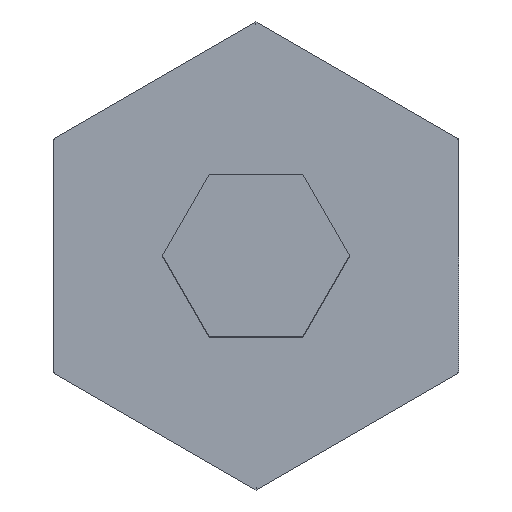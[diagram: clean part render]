
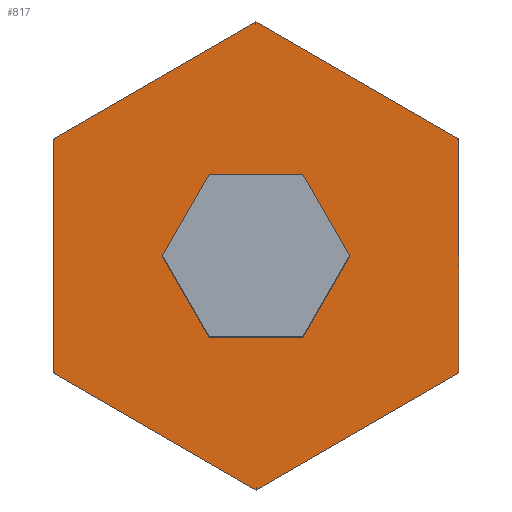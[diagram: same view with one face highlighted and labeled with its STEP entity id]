
A CAD part, top view. The second image highlights one B-rep face of the part: STEP entity #817.
In plain terms, the highlighted planar face has unit normal (0, 0, 1).
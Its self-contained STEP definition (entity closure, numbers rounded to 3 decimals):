
#23 = EDGE_CURVE ( 'NONE', #589, #194, #483, .T. ) ;
#57 = CARTESIAN_POINT ( 'NONE',  ( 0., -50., 0. ) ) ;
#68 = CARTESIAN_POINT ( 'NONE',  ( 43.301, 25., 0. ) ) ;
#71 = DIRECTION ( 'NONE',  ( 1., 0., 0. ) ) ;
#77 = FACE_BOUND ( 'NONE', #501, .T. ) ;
#80 = EDGE_CURVE ( 'NONE', #400, #104, #618, .T. ) ;
#86 = ORIENTED_EDGE ( 'NONE', *, *, #378, .F. ) ;
#98 = VERTEX_POINT ( 'NONE', #1000 ) ;
#104 = VERTEX_POINT ( 'NONE', #520 ) ;
#105 = CARTESIAN_POINT ( 'NONE',  ( -43.301, -25., 0. ) ) ;
#119 = EDGE_CURVE ( 'NONE', #274, #302, #1186, .T. ) ;
#128 = CARTESIAN_POINT ( 'NONE',  ( -43.301, 25., 0. ) ) ;
#143 = CARTESIAN_POINT ( 'NONE',  ( 10., -17.321, 0. ) ) ;
#160 = VERTEX_POINT ( 'NONE', #456 ) ;
#172 = ORIENTED_EDGE ( 'NONE', *, *, #23, .F. ) ;
#185 = PLANE ( 'NONE',  #976 ) ;
#194 = VERTEX_POINT ( 'NONE', #467 ) ;
#241 = VECTOR ( 'NONE', #861, 1000. ) ;
#254 = CARTESIAN_POINT ( 'NONE',  ( 10., 17.321, 0. ) ) ;
#274 = VERTEX_POINT ( 'NONE', #771 ) ;
#302 = VERTEX_POINT ( 'NONE', #1226 ) ;
#373 = CARTESIAN_POINT ( 'NONE',  ( -20., 0., 0. ) ) ;
#378 = EDGE_CURVE ( 'NONE', #194, #98, #791, .T. ) ;
#388 = LINE ( 'NONE', #373, #732 ) ;
#400 = VERTEX_POINT ( 'NONE', #128 ) ;
#424 = DIRECTION ( 'NONE',  ( 0.866, 0.5, 0. ) ) ;
#453 = LINE ( 'NONE', #1216, #469 ) ;
#456 = CARTESIAN_POINT ( 'NONE',  ( 0., 50., 0. ) ) ;
#458 = EDGE_CURVE ( 'NONE', #1066, #160, #938, .T. ) ;
#463 = FACE_OUTER_BOUND ( 'NONE', #1225, .T. ) ;
#465 = DIRECTION ( 'NONE',  ( -0.866, 0.5, 0. ) ) ;
#467 = CARTESIAN_POINT ( 'NONE',  ( 10., -17.321, 0. ) ) ;
#469 = VECTOR ( 'NONE', #1209, 1000. ) ;
#476 = CARTESIAN_POINT ( 'NONE',  ( 0., 0., 0. ) ) ;
#483 = LINE ( 'NONE', #593, #241 ) ;
#493 = ORIENTED_EDGE ( 'NONE', *, *, #583, .F. ) ;
#501 = EDGE_LOOP ( 'NONE', ( #493, #679, #1093, #86, #172, #568 ) ) ;
#520 = CARTESIAN_POINT ( 'NONE',  ( -43.301, -25., 0. ) ) ;
#528 = EDGE_CURVE ( 'NONE', #104, #274, #1049, .T. ) ;
#568 = ORIENTED_EDGE ( 'NONE', *, *, #755, .F. ) ;
#583 = EDGE_CURVE ( 'NONE', #706, #1036, #453, .T. ) ;
#589 = VERTEX_POINT ( 'NONE', #1203 ) ;
#593 = CARTESIAN_POINT ( 'NONE',  ( -10., -17.321, 0. ) ) ;
#601 = VECTOR ( 'NONE', #465, 1000. ) ;
#603 = DIRECTION ( 'NONE',  ( -0.5, 0.866, 0. ) ) ;
#618 = LINE ( 'NONE', #987, #638 ) ;
#620 = LINE ( 'NONE', #1003, #899 ) ;
#638 = VECTOR ( 'NONE', #913, 1000. ) ;
#676 = ORIENTED_EDGE ( 'NONE', *, *, #80, .T. ) ;
#679 = ORIENTED_EDGE ( 'NONE', *, *, #1046, .F. ) ;
#689 = LINE ( 'NONE', #1083, #759 ) ;
#702 = VECTOR ( 'NONE', #888, 1000. ) ;
#706 = VERTEX_POINT ( 'NONE', #800 ) ;
#726 = VERTEX_POINT ( 'NONE', #254 ) ;
#732 = VECTOR ( 'NONE', #1043, 1000. ) ;
#755 = EDGE_CURVE ( 'NONE', #1036, #589, #388, .T. ) ;
#759 = VECTOR ( 'NONE', #603, 1000. ) ;
#771 = CARTESIAN_POINT ( 'NONE',  ( 0., -50., 0. ) ) ;
#775 = ORIENTED_EDGE ( 'NONE', *, *, #834, .T. ) ;
#784 = DIRECTION ( 'NONE',  ( 0.866, -0.5, 0. ) ) ;
#791 = LINE ( 'NONE', #143, #702 ) ;
#800 = CARTESIAN_POINT ( 'NONE',  ( -10., 17.321, 0. ) ) ;
#817 = ADVANCED_FACE ( 'NONE', ( #463, #77 ), #185, .T. ) ;
#825 = ORIENTED_EDGE ( 'NONE', *, *, #119, .T. ) ;
#826 = VECTOR ( 'NONE', #1026, 1000. ) ;
#833 = EDGE_CURVE ( 'NONE', #160, #400, #839, .T. ) ;
#834 = EDGE_CURVE ( 'NONE', #302, #1066, #954, .T. ) ;
#839 = LINE ( 'NONE', #1120, #1035 ) ;
#850 = ORIENTED_EDGE ( 'NONE', *, *, #833, .T. ) ;
#861 = DIRECTION ( 'NONE',  ( 1., 0., 0. ) ) ;
#886 = EDGE_CURVE ( 'NONE', #98, #726, #689, .T. ) ;
#888 = DIRECTION ( 'NONE',  ( 0.5, 0.866, 0. ) ) ;
#899 = VECTOR ( 'NONE', #922, 1000. ) ;
#913 = DIRECTION ( 'NONE',  ( 0., -1., 0. ) ) ;
#922 = DIRECTION ( 'NONE',  ( -1., 0., 0. ) ) ;
#926 = ORIENTED_EDGE ( 'NONE', *, *, #458, .T. ) ;
#938 = LINE ( 'NONE', #68, #601 ) ;
#954 = LINE ( 'NONE', #1136, #826 ) ;
#976 = AXIS2_PLACEMENT_3D ( 'NONE', #476, #1131, #71 ) ;
#987 = CARTESIAN_POINT ( 'NONE',  ( -43.301, 25., 0. ) ) ;
#998 = CARTESIAN_POINT ( 'NONE',  ( -20., 0., 0. ) ) ;
#1000 = CARTESIAN_POINT ( 'NONE',  ( 20., 0., 0. ) ) ;
#1003 = CARTESIAN_POINT ( 'NONE',  ( 10., 17.321, 0. ) ) ;
#1026 = DIRECTION ( 'NONE',  ( 0., 1., 0. ) ) ;
#1035 = VECTOR ( 'NONE', #1227, 1000. ) ;
#1036 = VERTEX_POINT ( 'NONE', #998 ) ;
#1043 = DIRECTION ( 'NONE',  ( 0.5, -0.866, 0. ) ) ;
#1046 = EDGE_CURVE ( 'NONE', #726, #706, #620, .T. ) ;
#1049 = LINE ( 'NONE', #105, #1071 ) ;
#1066 = VERTEX_POINT ( 'NONE', #1177 ) ;
#1071 = VECTOR ( 'NONE', #784, 1000. ) ;
#1083 = CARTESIAN_POINT ( 'NONE',  ( 20., 0., 0. ) ) ;
#1085 = VECTOR ( 'NONE', #424, 1000. ) ;
#1091 = ORIENTED_EDGE ( 'NONE', *, *, #528, .T. ) ;
#1093 = ORIENTED_EDGE ( 'NONE', *, *, #886, .F. ) ;
#1120 = CARTESIAN_POINT ( 'NONE',  ( 0., 50., 0. ) ) ;
#1131 = DIRECTION ( 'NONE',  ( 0., 0., 1. ) ) ;
#1136 = CARTESIAN_POINT ( 'NONE',  ( 43.301, -25., 0. ) ) ;
#1177 = CARTESIAN_POINT ( 'NONE',  ( 43.301, 25., 0. ) ) ;
#1186 = LINE ( 'NONE', #57, #1085 ) ;
#1203 = CARTESIAN_POINT ( 'NONE',  ( -10., -17.321, 0. ) ) ;
#1209 = DIRECTION ( 'NONE',  ( -0.5, -0.866, 0. ) ) ;
#1216 = CARTESIAN_POINT ( 'NONE',  ( -10., 17.321, 0. ) ) ;
#1225 = EDGE_LOOP ( 'NONE', ( #1091, #825, #775, #926, #850, #676 ) ) ;
#1226 = CARTESIAN_POINT ( 'NONE',  ( 43.301, -25., 0. ) ) ;
#1227 = DIRECTION ( 'NONE',  ( -0.866, -0.5, 0. ) ) ;
